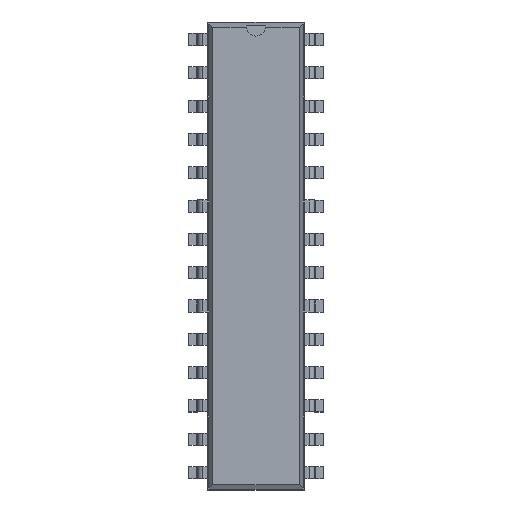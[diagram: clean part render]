
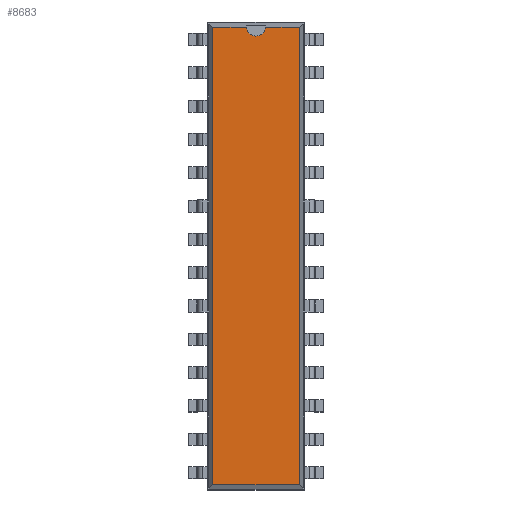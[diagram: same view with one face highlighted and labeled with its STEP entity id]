
A CAD part, top view. The second image highlights one B-rep face of the part: STEP entity #8683.
In plain terms, the highlighted planar face has unit normal (0, 0, 1).
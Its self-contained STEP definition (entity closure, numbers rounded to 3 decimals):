
#27=VECTOR('',#28,1.);
#28=DIRECTION('',(0.,1.,0.));
#34=VECTOR('',#35,1.);
#35=DIRECTION('',(-1.,0.,0.));
#41=VECTOR('',#42,1.);
#42=DIRECTION('',(0.,-1.,0.));
#46=VECTOR('',#47,1.);
#47=DIRECTION('',(1.,0.,0.));
#50=DIRECTION('',(0.,0.,-1.));
#1598=DIRECTION('',(0.,0.,-1.));
#5823=VERTEX_POINT('',#5824);
#5824=CARTESIAN_POINT('',(3.296,17.441,3.68));
#5826=ORIENTED_EDGE('',*,*,#5827,.F.);
#5827=EDGE_CURVE('',#5828,#5823,#5830,.T.);
#5828=VERTEX_POINT('',#5829);
#5829=CARTESIAN_POINT('',(3.296,-17.441,3.68));
#5830=LINE('',#5829,#27);
#7212=VERTEX_POINT('',#7213);
#7213=CARTESIAN_POINT('',(-3.296,17.441,3.68));
#7215=ORIENTED_EDGE('',*,*,#7216,.F.);
#7216=EDGE_CURVE('',#7217,#7212,#7219,.T.);
#7217=VERTEX_POINT('',#7218);
#7218=CARTESIAN_POINT('',(-0.746,17.441,3.68));
#7219=LINE('',#5824,#34);
#7238=VERTEX_POINT('',#7239);
#7239=CARTESIAN_POINT('',(0.746,17.441,3.68));
#7245=ORIENTED_EDGE('',*,*,#7246,.F.);
#7246=EDGE_CURVE('',#5823,#7238,#7219,.T.);
#7296=VERTEX_POINT('',#7297);
#7297=CARTESIAN_POINT('',(-3.296,-17.441,3.68));
#7299=ORIENTED_EDGE('',*,*,#7300,.F.);
#7300=EDGE_CURVE('',#7212,#7296,#7301,.T.);
#7301=LINE('',#7213,#41);
#8678=ORIENTED_EDGE('',*,*,#8679,.F.);
#8679=EDGE_CURVE('',#7296,#5828,#8680,.T.);
#8680=LINE('',#7297,#46);
#8683=ADVANCED_FACE('',(#8684),#8695,.F.);
#8684=FACE_BOUND('',#8685,.F.);
#8685=EDGE_LOOP('',(#5826,#8678,#7299,#7215,#8686,#8693,#7245));
#8686=ORIENTED_EDGE('',*,*,#8687,.F.);
#8687=EDGE_CURVE('',#8688,#7217,#8690,.T.);
#8688=VERTEX_POINT('',#8689);
#8689=CARTESIAN_POINT('',(0.,16.766,3.68));
#8690=CIRCLE('',#8691,0.75);
#8691=AXIS2_PLACEMENT_3D('',#8692,#1598,#42);
#8692=CARTESIAN_POINT('',(0.,17.516,3.68));
#8693=ORIENTED_EDGE('',*,*,#8694,.F.);
#8694=EDGE_CURVE('',#7238,#8688,#8690,.T.);
#8695=PLANE('',#8696);
#8696=AXIS2_PLACEMENT_3D('',#5829,#50,#8697);
#8697=DIRECTION('',(-0.186,0.983,0.));
